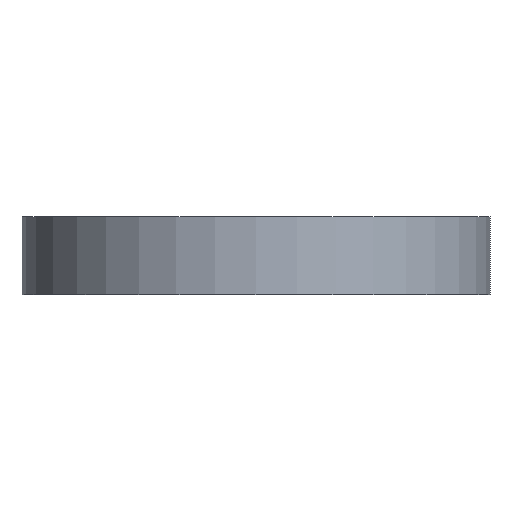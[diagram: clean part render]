
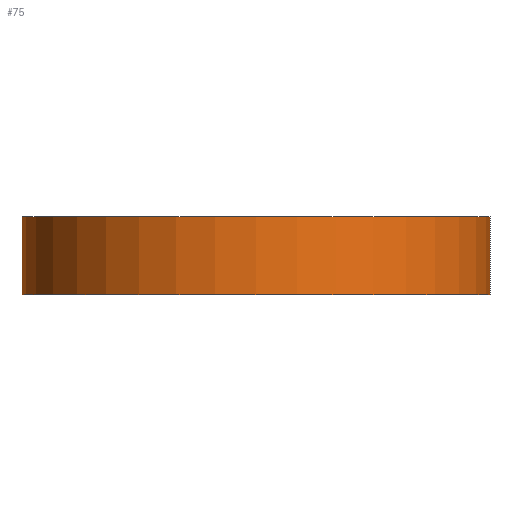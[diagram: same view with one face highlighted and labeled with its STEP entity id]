
A CAD part, front view. The second image highlights one B-rep face of the part: STEP entity #75.
In plain terms, the highlighted cylindrical face has radius 150 mm (diameter 300 mm), a full revolution.
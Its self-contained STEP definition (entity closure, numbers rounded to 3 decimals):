
#75 = ADVANCED_FACE( '', ( #120, #121 ), #122, .T. );
#120 = FACE_OUTER_BOUND( '', #316, .T. );
#121 = FACE_OUTER_BOUND( '', #317, .T. );
#122 = CYLINDRICAL_SURFACE( '', #318, 150. );
#316 = EDGE_LOOP( '', ( #512 ) );
#317 = EDGE_LOOP( '', ( #513 ) );
#318 = AXIS2_PLACEMENT_3D( '', #514, #515, #516 );
#512 = ORIENTED_EDGE( '', *, *, #796, .T. );
#513 = ORIENTED_EDGE( '', *, *, #797, .F. );
#514 = CARTESIAN_POINT( '', ( 0., 0., 50. ) );
#515 = DIRECTION( '', ( 0., 0., 1. ) );
#516 = DIRECTION( '', ( -1., 0., 0. ) );
#796 = EDGE_CURVE( '', #872, #872, #873, .T. );
#797 = EDGE_CURVE( '', #874, #874, #875, .T. );
#872 = VERTEX_POINT( '', #1024 );
#873 = CIRCLE( '', #1025, 150. );
#874 = VERTEX_POINT( '', #1026 );
#875 = CIRCLE( '', #1027, 150. );
#1024 = CARTESIAN_POINT( '', ( 150., 0., 50. ) );
#1025 = AXIS2_PLACEMENT_3D( '', #1176, #1177, #1178 );
#1026 = CARTESIAN_POINT( '', ( 150., 0., 0. ) );
#1027 = AXIS2_PLACEMENT_3D( '', #1179, #1180, #1181 );
#1176 = CARTESIAN_POINT( '', ( 0., 0., 50. ) );
#1177 = DIRECTION( '', ( 0., 0., -1. ) );
#1178 = DIRECTION( '', ( 1., 0., 0. ) );
#1179 = CARTESIAN_POINT( '', ( 0., 0., 0. ) );
#1180 = DIRECTION( '', ( 0., 0., -1. ) );
#1181 = DIRECTION( '', ( 1., 0., 0. ) );
